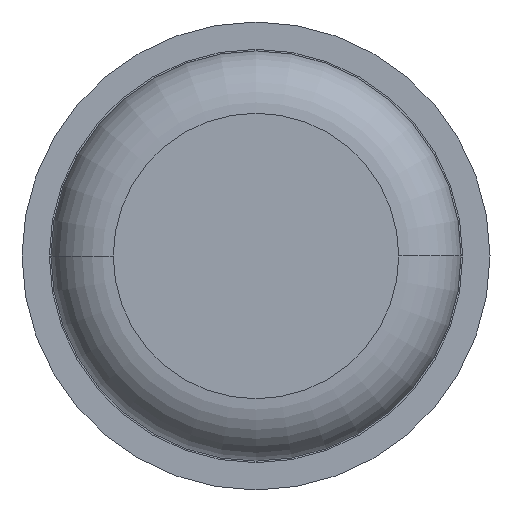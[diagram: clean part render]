
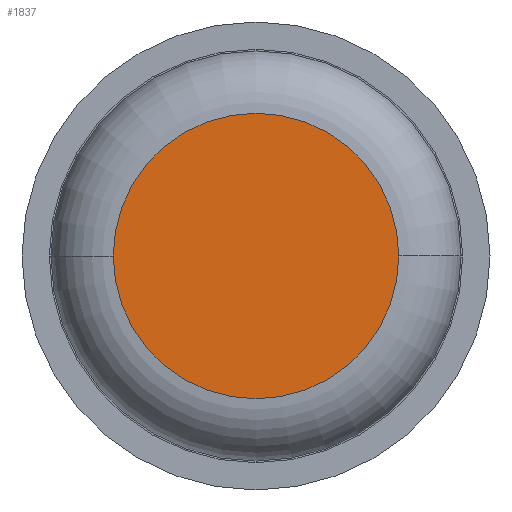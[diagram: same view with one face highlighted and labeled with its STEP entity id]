
A CAD part, front view. The second image highlights one B-rep face of the part: STEP entity #1837.
In plain terms, the highlighted planar face has unit normal (0, -1, 0).
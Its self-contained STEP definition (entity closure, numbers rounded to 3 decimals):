
#536 = CARTESIAN_POINT ( 'NONE',  ( 0.915, 0., 0. ) ) ;
#601 = CARTESIAN_POINT ( 'NONE',  ( 0., 0., 0. ) ) ;
#652 = AXIS2_PLACEMENT_3D ( 'NONE', #601, #967, #4020 ) ;
#897 = EDGE_LOOP ( 'NONE', ( #1949, #1774 ) ) ;
#967 = DIRECTION ( 'NONE',  ( 0., 1., 0. ) ) ;
#1207 = CIRCLE ( 'NONE', #1530, 0.915 ) ;
#1444 = DIRECTION ( 'NONE',  ( -1., 0., 0. ) ) ;
#1530 = AXIS2_PLACEMENT_3D ( 'NONE', #2239, #2936, #1618 ) ;
#1618 = DIRECTION ( 'NONE',  ( -1., 0., 0. ) ) ;
#1675 = VERTEX_POINT ( 'NONE', #2863 ) ;
#1701 = EDGE_CURVE ( 'Defeature ausgef�hrt1_6+Defeature ausgef�hrt1_7+Defeature ausgef�hrt1_7+Defeature ausgef�hrt1_7', #1675, #3861, #1207, .T. ) ;
#1748 = CARTESIAN_POINT ( 'NONE',  ( 0., 0., 0. ) ) ;
#1774 = ORIENTED_EDGE ( 'NONE', *, *, #3814, .T. ) ;
#1837 = ADVANCED_FACE ( 'Defeature ausgef�hrt1_6', ( #2905 ), #4307, .F. ) ;
#1949 = ORIENTED_EDGE ( 'NONE', *, *, #1701, .T. ) ;
#2123 = DIRECTION ( 'NONE',  ( 0., -1., 0. ) ) ;
#2239 = CARTESIAN_POINT ( 'NONE',  ( 0., 0., 0. ) ) ;
#2863 = CARTESIAN_POINT ( 'NONE',  ( -0.915, 0., 0. ) ) ;
#2905 = FACE_OUTER_BOUND ( 'NONE', #897, .T. ) ;
#2936 = DIRECTION ( 'NONE',  ( 0., -1., 0. ) ) ;
#3128 = CIRCLE ( 'NONE', #3713, 0.915 ) ;
#3713 = AXIS2_PLACEMENT_3D ( 'NONE', #1748, #2123, #1444 ) ;
#3814 = EDGE_CURVE ( 'Defeature ausgef�hrt1_6+Defeature ausgef�hrt1_7+Defeature ausgef�hrt1_7+Defeature ausgef�hrt1_7', #3861, #1675, #3128, .T. ) ;
#3861 = VERTEX_POINT ( 'NONE', #536 ) ;
#4020 = DIRECTION ( 'NONE',  ( -1., 0., 0. ) ) ;
#4307 = PLANE ( 'NONE',  #652 ) ;
